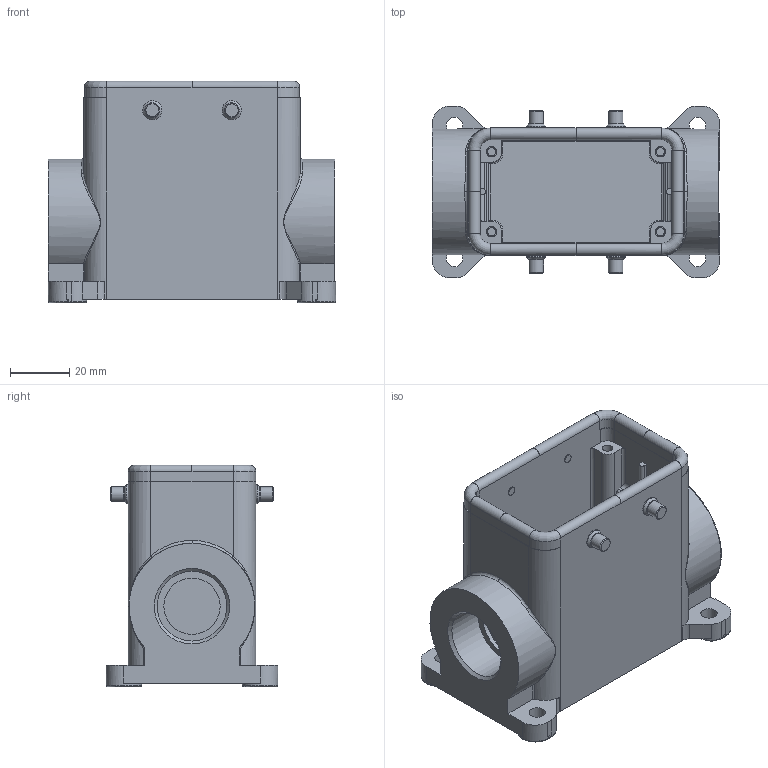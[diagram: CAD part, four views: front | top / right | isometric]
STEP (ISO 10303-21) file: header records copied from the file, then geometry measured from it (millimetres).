
FILE_DESCRIPTION(/* description */ (''),/* implementation_level */ '2;1');
FILE_NAME(/* name */ 'c146 10n010 508 2nxm001-02.stp',/* time_stamp */ '2018-03-07T08:14:16+01:00',/* author */ (''),/* organization */ (''),/* preprocessor_version */ 'ST-DEVELOPER v16',/* originating_system */ 'SIEMENS PLM Software NX 11.0',/* authorisation */ '');
FILE_SCHEMA (('AP203_CONFIGURATION_CONTROLLED_3D_DESIGN_OF_MECHANICAL_PARTS_AND_ASSEMBLIES_MIM_LF { 1 0 10303 403 2 1 2}'));
Length unit declared in the file: millimetre
Products named in the file (1): c146 10n010 508 2nxm001-02
Bounding box: 97 x 58 x 74.8 mm (x, y, z)
Volume: 111259.3 mm3; surface area: 44524.8 mm2
Topology: 1 solids, 8 shells, 342 faces, 855 edges, 541 vertices
Faces by surface type: cylinder 136, plane 134, bspline 38, cone 22, torus 8, revolution 4
Full cylindrical faces by diameter (mm): 2.78 x4, 2.95 x4, 3.5 x4, 4.9 x4, 5.5 x4, 6.5 x4, 19 x1, 23.5 x1, 26 x1, 30.5 x1
Entity records: 13891 total; most frequent: CARTESIAN_POINT 3705, DIRECTION 1606, ORIENTED_EDGE 1538, EDGE_CURVE 769, AXIS2_PLACEMENT_3D 606, VERTEX_POINT 517, EDGE_LOOP 424, LINE 390
